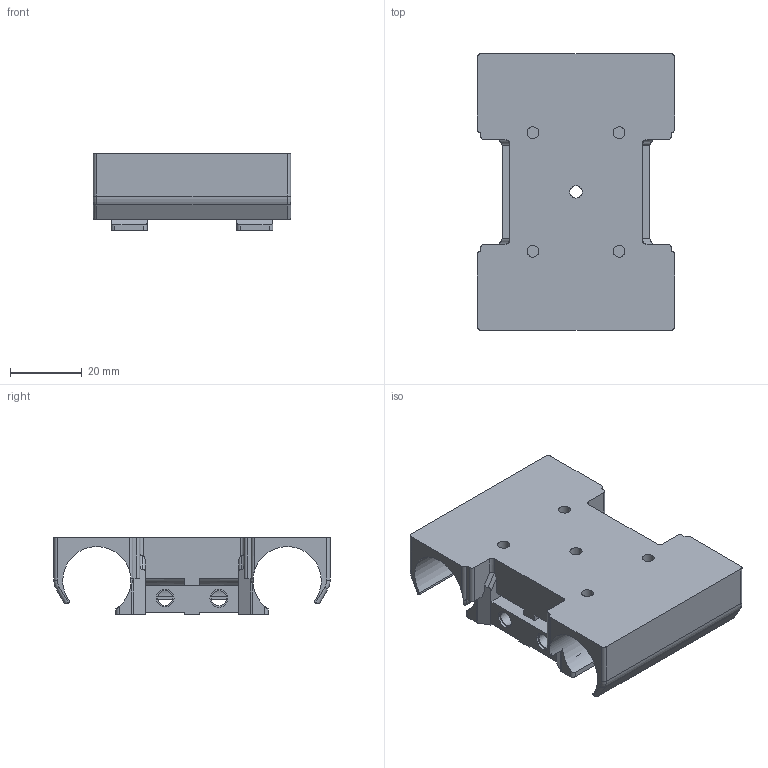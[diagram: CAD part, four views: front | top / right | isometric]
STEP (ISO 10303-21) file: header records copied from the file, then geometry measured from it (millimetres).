
FILE_DESCRIPTION(/* description */ ('STEP AP214'),/* implementation_level */ '2;1');
FILE_NAME(/* name */ '6045491b6222dc1581ee5fec',/* time_stamp */ '2021-03-07T21:43:56+00:00',/* author */ (''),/* organization */ (''),/* preprocessor_version */ 'ST-DEVELOPER v18.1',/* originating_system */ ' ',/* authorisation */ ' ');
FILE_SCHEMA (('AUTOMOTIVE_DESIGN {1 0 10303 214 3 1 1}'));
Length unit declared in the file: metre
Products named in the file (1): X_carriage
Bounding box: 55 x 77 x 21.4 mm (x, y, z)
Volume: 35358.9 mm3; surface area: 17636.7 mm2
Topology: 1 solids, 1 shells, 272 faces, 764 edges, 502 vertices
Faces by surface type: cylinder 142, plane 122, torus 8
Full cylindrical faces by diameter (mm): 3.3 x4, 3.4 x1, 3.5 x2, 4 x1, 4.1 x4, 4.2 x5, 5 x6, 6 x1
Entity records: 8882 total; most frequent: CARTESIAN_POINT 1809, DIRECTION 1478, ORIENTED_EDGE 1470, EDGE_CURVE 735, AXIS2_PLACEMENT_3D 542, VERTEX_POINT 497, LINE 394, VECTOR 394
